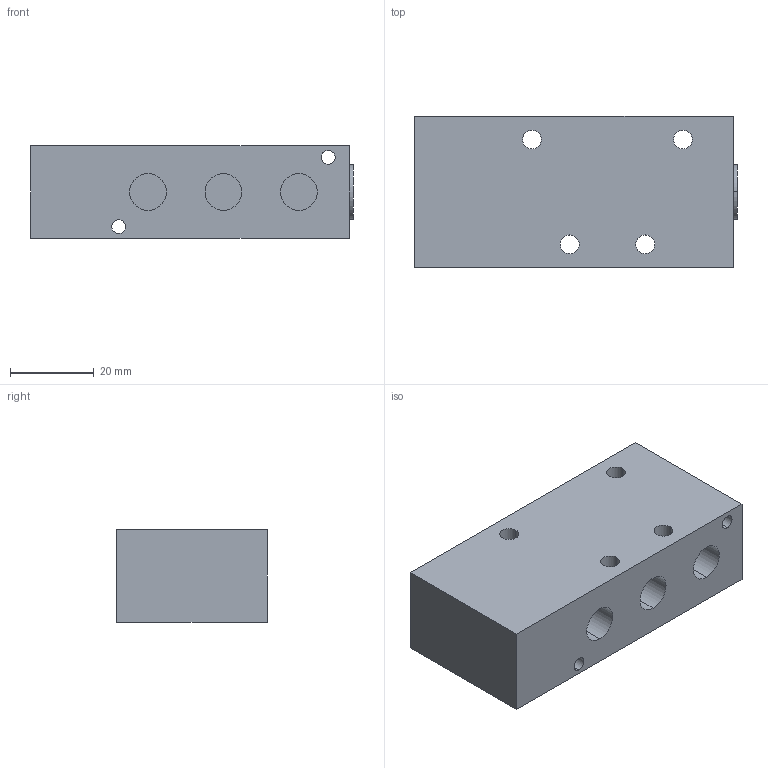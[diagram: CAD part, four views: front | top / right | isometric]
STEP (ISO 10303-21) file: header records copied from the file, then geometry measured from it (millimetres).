
FILE_DESCRIPTION (( 'STEP AP203' ), '1' );
FILE_NAME ('P.511.501.GTT.STEP', '2018-11-22T14:00:15', ( '' ), ( '' ), 'SwSTEP 2.0', 'SolidWorks 2013', '' );
FILE_SCHEMA (( 'CONFIG_CONTROL_DESIGN' ));
Length unit declared in the file: millimetre
Products named in the file (1): P.511.501.GTT
Bounding box: 77 x 36 x 22 mm (x, y, z)
Volume: 54707.1 mm3; surface area: 14147.3 mm2
Topology: 2 solids, 2 shells, 43 faces, 96 edges, 64 vertices
Faces by surface type: cylinder 28, plane 15
Entity records: 1325 total; most frequent: DIRECTION 240, CARTESIAN_POINT 204, ORIENTED_EDGE 192, AXIS2_PLACEMENT_3D 100, EDGE_CURVE 96, VERTEX_POINT 64, EDGE_LOOP 62, CIRCLE 56
